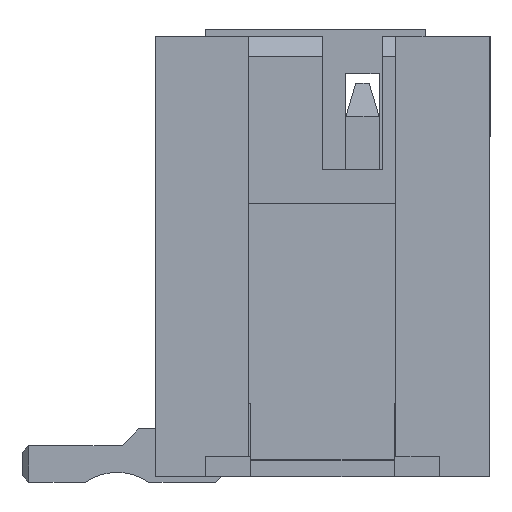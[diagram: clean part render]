
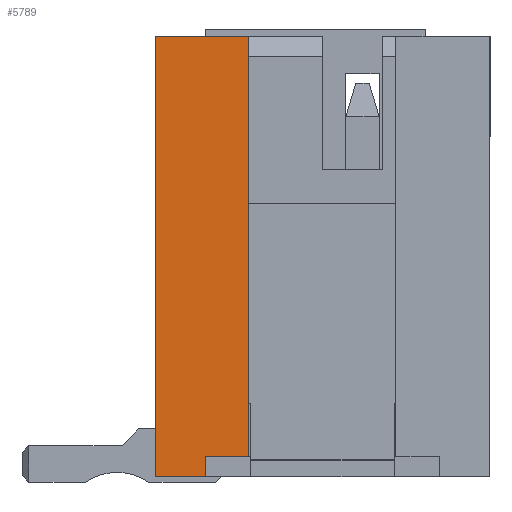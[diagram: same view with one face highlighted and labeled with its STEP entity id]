
A CAD part, left-side view. The second image highlights one B-rep face of the part: STEP entity #5789.
In plain terms, the highlighted planar face has unit normal (-1, 0, 0).
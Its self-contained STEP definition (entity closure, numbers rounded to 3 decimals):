
#596=ORIENTED_EDGE('',*,*,#2220,.F.);
#597=ORIENTED_EDGE('',*,*,#2221,.T.);
#598=ORIENTED_EDGE('',*,*,#2210,.T.);
#599=ORIENTED_EDGE('',*,*,#2222,.T.);
#600=ORIENTED_EDGE('',*,*,#1987,.T.);
#601=ORIENTED_EDGE('',*,*,#2188,.T.);
#1987=EDGE_CURVE('',#2815,#2814,#3392,.T.);
#2188=EDGE_CURVE('',#2814,#2970,#3593,.T.);
#2210=EDGE_CURVE('',#2992,#2991,#3615,.T.);
#2220=EDGE_CURVE('',#2997,#2970,#3625,.T.);
#2221=EDGE_CURVE('',#2997,#2992,#3626,.T.);
#2222=EDGE_CURVE('',#2991,#2815,#3627,.T.);
#2814=VERTEX_POINT('',#8221);
#2815=VERTEX_POINT('',#8223);
#2970=VERTEX_POINT('',#8611);
#2991=VERTEX_POINT('',#8657);
#2992=VERTEX_POINT('',#8659);
#2997=VERTEX_POINT('',#8676);
#3392=LINE('',#8222,#4233);
#3593=LINE('',#8612,#4434);
#3615=LINE('',#8658,#4456);
#3625=LINE('',#8675,#4466);
#3626=LINE('',#8677,#4467);
#3627=LINE('',#8678,#4468);
#4233=VECTOR('',#6605,1000.);
#4434=VECTOR('',#6872,1000.);
#4456=VECTOR('',#6900,1000.);
#4466=VECTOR('',#6914,1000.);
#4467=VECTOR('',#6915,1000.);
#4468=VECTOR('',#6916,1000.);
#4933=EDGE_LOOP('',(#596,#597,#598,#599,#600,#601));
#5226=FACE_BOUND('',#4933,.T.);
#5509=PLANE('',#6121);
#5789=ADVANCED_FACE('',(#5226),#5509,.T.);
#6121=AXIS2_PLACEMENT_3D('',#8674,#6912,#6913);
#6605=DIRECTION('',(0.,0.,-1.));
#6872=DIRECTION('',(0.,-1.,0.));
#6900=DIRECTION('',(0.,0.,1.));
#6912=DIRECTION('',(-1.,0.,0.));
#6913=DIRECTION('',(0.,0.,1.));
#6914=DIRECTION('',(0.,0.,-1.));
#6915=DIRECTION('',(0.,-1.,0.));
#6916=DIRECTION('',(0.,1.,0.));
#8221=CARTESIAN_POINT('',(-12.,2.5,-3.3));
#8222=CARTESIAN_POINT('',(-12.,2.5,3.3));
#8223=CARTESIAN_POINT('',(-12.,2.5,3.3));
#8611=CARTESIAN_POINT('',(-12.,1.75,-3.3));
#8612=CARTESIAN_POINT('',(-12.,2.5,-3.3));
#8657=CARTESIAN_POINT('',(-12.,1.1,3.3));
#8658=CARTESIAN_POINT('',(-12.,1.1,-2.2));
#8659=CARTESIAN_POINT('',(-12.,1.1,-3.));
#8674=CARTESIAN_POINT('',(-12.,0.,0.));
#8675=CARTESIAN_POINT('',(-12.,1.75,-3.));
#8676=CARTESIAN_POINT('',(-12.,1.75,-3.));
#8677=CARTESIAN_POINT('',(-12.,0.,-3.));
#8678=CARTESIAN_POINT('',(-12.,-2.5,3.3));
